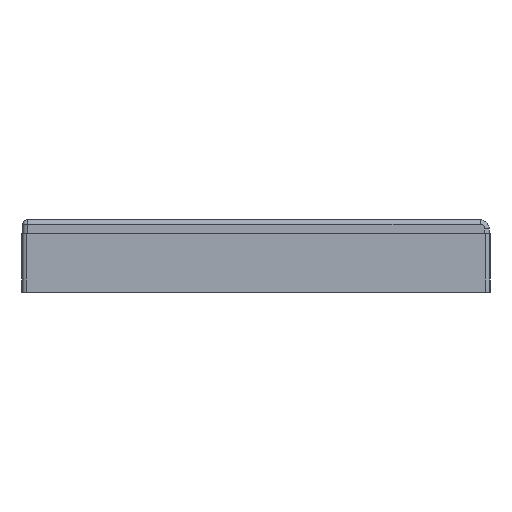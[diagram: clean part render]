
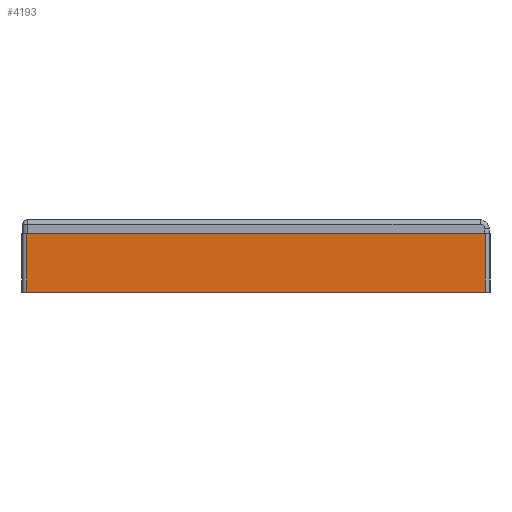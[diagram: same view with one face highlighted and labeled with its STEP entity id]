
A CAD part, left-side view. The second image highlights one B-rep face of the part: STEP entity #4193.
In plain terms, the highlighted planar face has unit normal (-1, 0, 0).
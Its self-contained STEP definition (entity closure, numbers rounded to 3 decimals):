
#4154=CARTESIAN_POINT('',(-57.85,1.,13.));
#4155=DIRECTION('',(-1.,0.,0.));
#4156=DIRECTION('',(0.,0.,1.));
#4157=AXIS2_PLACEMENT_3D('',#4154,#4155,#4156);
#4158=PLANE('',#4157);
#4159=CARTESIAN_POINT('',(-57.85,-49.75,13.));
#4160=VERTEX_POINT('',#4159);
#4161=CARTESIAN_POINT('',(-57.85,51.75,13.));
#4162=VERTEX_POINT('',#4161);
#4163=CARTESIAN_POINT('',(-57.85,-49.75,13.));
#4164=DIRECTION('',(0.,1.,0.));
#4165=VECTOR('',#4164,101.5);
#4166=LINE('',#4163,#4165);
#4167=EDGE_CURVE('',#4160,#4162,#4166,.T.);
#4168=ORIENTED_EDGE('',*,*,#4167,.T.);
#4169=CARTESIAN_POINT('',(-57.85,51.75,0.));
#4170=VERTEX_POINT('',#4169);
#4171=CARTESIAN_POINT('',(-57.85,51.75,13.));
#4172=DIRECTION('',(0.,0.,-1.));
#4173=VECTOR('',#4172,13.);
#4174=LINE('',#4171,#4173);
#4175=EDGE_CURVE('',#4162,#4170,#4174,.T.);
#4176=ORIENTED_EDGE('',*,*,#4175,.T.);
#4177=CARTESIAN_POINT('',(-57.85,-49.75,0.));
#4178=VERTEX_POINT('',#4177);
#4179=CARTESIAN_POINT('',(-57.85,-49.75,0.));
#4180=DIRECTION('',(0.,1.,0.));
#4181=VECTOR('',#4180,101.5);
#4182=LINE('',#4179,#4181);
#4183=EDGE_CURVE('',#4178,#4170,#4182,.T.);
#4184=ORIENTED_EDGE('',*,*,#4183,.F.);
#4185=CARTESIAN_POINT('',(-57.85,-49.75,0.));
#4186=DIRECTION('',(-0.,-0.,1.));
#4187=VECTOR('',#4186,13.);
#4188=LINE('',#4185,#4187);
#4189=EDGE_CURVE('',#4178,#4160,#4188,.T.);
#4190=ORIENTED_EDGE('',*,*,#4189,.T.);
#4191=EDGE_LOOP('',(#4168,#4176,#4184,#4190));
#4192=FACE_BOUND('',#4191,.T.);
#4193=ADVANCED_FACE('',(#4192),#4158,.T.);
